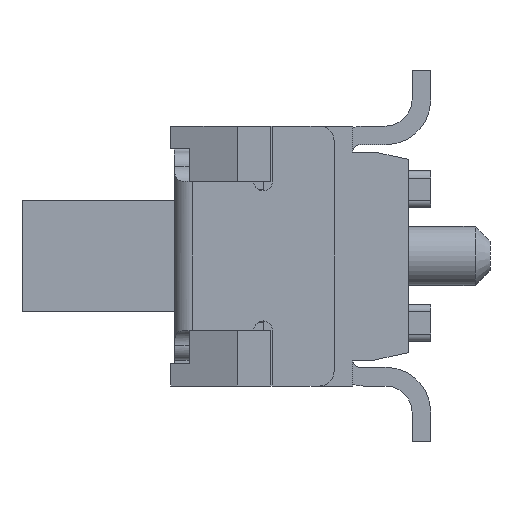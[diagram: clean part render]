
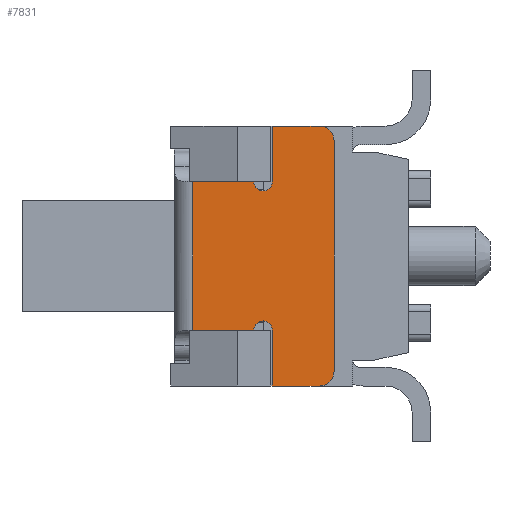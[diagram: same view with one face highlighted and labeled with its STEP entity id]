
A CAD part, left-side view. The second image highlights one B-rep face of the part: STEP entity #7831.
In plain terms, the highlighted planar face has unit normal (-1, 0, 0).
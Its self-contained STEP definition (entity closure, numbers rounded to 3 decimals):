
#275=CIRCLE('',#8292,0.125);
#276=CIRCLE('',#8293,0.2);
#277=CIRCLE('',#8294,0.2);
#278=CIRCLE('',#8295,0.125);
#1405=ORIENTED_EDGE('',*,*,#2703,.T.);
#1406=ORIENTED_EDGE('',*,*,#2243,.F.);
#1407=ORIENTED_EDGE('',*,*,#2465,.F.);
#1408=ORIENTED_EDGE('',*,*,#2704,.T.);
#1409=ORIENTED_EDGE('',*,*,#2705,.F.);
#1410=ORIENTED_EDGE('',*,*,#2424,.F.);
#1411=ORIENTED_EDGE('',*,*,#2706,.F.);
#1412=ORIENTED_EDGE('',*,*,#2707,.F.);
#1413=ORIENTED_EDGE('',*,*,#2708,.F.);
#1414=ORIENTED_EDGE('',*,*,#2408,.F.);
#1415=ORIENTED_EDGE('',*,*,#2709,.F.);
#1416=ORIENTED_EDGE('',*,*,#2710,.T.);
#1417=ORIENTED_EDGE('',*,*,#2473,.F.);
#1418=ORIENTED_EDGE('',*,*,#2249,.F.);
#2243=EDGE_CURVE('',#3111,#3112,#3659,.T.);
#2249=EDGE_CURVE('',#3117,#3118,#3663,.T.);
#2408=EDGE_CURVE('',#3242,#3243,#3799,.T.);
#2424=EDGE_CURVE('',#3255,#3256,#3815,.T.);
#2465=EDGE_CURVE('',#3284,#3111,#3850,.T.);
#2473=EDGE_CURVE('',#3118,#3286,#3858,.T.);
#2703=EDGE_CURVE('',#3117,#3112,#4013,.T.);
#2704=EDGE_CURVE('',#3284,#3395,#275,.T.);
#2705=EDGE_CURVE('',#3256,#3395,#4014,.T.);
#2706=EDGE_CURVE('',#3396,#3255,#276,.T.);
#2707=EDGE_CURVE('',#3397,#3396,#4015,.T.);
#2708=EDGE_CURVE('',#3243,#3397,#277,.T.);
#2709=EDGE_CURVE('',#3398,#3242,#4016,.T.);
#2710=EDGE_CURVE('',#3398,#3286,#278,.T.);
#3111=VERTEX_POINT('',#10477);
#3112=VERTEX_POINT('',#10478);
#3117=VERTEX_POINT('',#10489);
#3118=VERTEX_POINT('',#10491);
#3242=VERTEX_POINT('',#10796);
#3243=VERTEX_POINT('',#10798);
#3255=VERTEX_POINT('',#10828);
#3256=VERTEX_POINT('',#10830);
#3284=VERTEX_POINT('',#10904);
#3286=VERTEX_POINT('',#10911);
#3395=VERTEX_POINT('',#11422);
#3396=VERTEX_POINT('',#11425);
#3397=VERTEX_POINT('',#11427);
#3398=VERTEX_POINT('',#11430);
#3659=LINE('',#10476,#4327);
#3663=LINE('',#10490,#4331);
#3799=LINE('',#10797,#4467);
#3815=LINE('',#10829,#4483);
#3850=LINE('',#10905,#4518);
#3858=LINE('',#10916,#4526);
#4013=LINE('',#11420,#4681);
#4014=LINE('',#11423,#4682);
#4015=LINE('',#11426,#4683);
#4016=LINE('',#11429,#4684);
#4327=VECTOR('',#8703,1000.);
#4331=VECTOR('',#8713,1000.);
#4467=VECTOR('',#8941,1000.);
#4483=VECTOR('',#8963,1000.);
#4518=VECTOR('',#9022,1000.);
#4526=VECTOR('',#9032,1000.);
#4681=VECTOR('',#9581,1000.);
#4682=VECTOR('',#9584,1000.);
#4683=VECTOR('',#9587,1000.);
#4684=VECTOR('',#9590,1000.);
#5092=EDGE_LOOP('',(#1405,#1406,#1407,#1408,#1409,#1410,#1411,#1412,#1413,
#1414,#1415,#1416,#1417,#1418));
#5422=FACE_BOUND('',#5092,.T.);
#5685=PLANE('',#8291);
#7831=ADVANCED_FACE('',(#5422),#5685,.T.);
#8291=AXIS2_PLACEMENT_3D('',#11419,#9579,#9580);
#8292=AXIS2_PLACEMENT_3D('',#11421,#9582,#9583);
#8293=AXIS2_PLACEMENT_3D('',#11424,#9585,#9586);
#8294=AXIS2_PLACEMENT_3D('',#11428,#9588,#9589);
#8295=AXIS2_PLACEMENT_3D('',#11431,#9591,#9592);
#8703=DIRECTION('',(0.,1.,0.));
#8713=DIRECTION('',(0.,-1.,0.));
#8941=DIRECTION('',(0.,-1.,0.));
#8963=DIRECTION('',(0.,1.,0.));
#9022=DIRECTION('',(0.,1.,0.));
#9032=DIRECTION('',(0.,-1.,0.));
#9579=DIRECTION('',(-1.,0.,0.));
#9580=DIRECTION('',(0.,0.,1.));
#9581=DIRECTION('',(0.,0.,-1.));
#9582=DIRECTION('',(1.,0.,0.));
#9583=DIRECTION('',(0.,0.,-1.));
#9584=DIRECTION('',(0.,0.,1.));
#9585=DIRECTION('',(1.,0.,0.));
#9586=DIRECTION('',(0.,0.,-1.));
#9587=DIRECTION('',(0.,0.,-1.));
#9588=DIRECTION('',(1.,0.,0.));
#9589=DIRECTION('',(0.,0.,-1.));
#9590=DIRECTION('',(0.,0.,1.));
#9591=DIRECTION('',(1.,0.,0.));
#9592=DIRECTION('',(0.,0.,-1.));
#10476=CARTESIAN_POINT('',(-5.95,-1.12,-1.));
#10477=CARTESIAN_POINT('',(-5.95,-0.764,-1.));
#10478=CARTESIAN_POINT('',(-5.95,-0.3,-1.));
#10489=CARTESIAN_POINT('',(-5.95,-0.3,1.));
#10490=CARTESIAN_POINT('',(-5.95,-0.05,1.));
#10491=CARTESIAN_POINT('',(-5.95,-0.764,1.));
#10796=CARTESIAN_POINT('',(-5.95,-1.37,1.75));
#10797=CARTESIAN_POINT('',(-5.95,-1.37,1.75));
#10798=CARTESIAN_POINT('',(-5.95,-2.,1.75));
#10828=CARTESIAN_POINT('',(-5.95,-2.,-1.75));
#10829=CARTESIAN_POINT('',(-5.95,-2.,-1.75));
#10830=CARTESIAN_POINT('',(-5.95,-1.37,-1.75));
#10904=CARTESIAN_POINT('',(-5.95,-1.12,-1.));
#10905=CARTESIAN_POINT('',(-5.95,-1.12,-1.));
#10911=CARTESIAN_POINT('',(-5.95,-1.12,1.));
#10916=CARTESIAN_POINT('',(-5.95,-0.05,1.));
#11419=CARTESIAN_POINT('',(-5.95,-0.25,-1.));
#11420=CARTESIAN_POINT('',(-5.95,-0.3,1.45));
#11421=CARTESIAN_POINT('',(-5.95,-1.245,-1.));
#11422=CARTESIAN_POINT('',(-5.95,-1.37,-1.));
#11423=CARTESIAN_POINT('',(-5.95,-1.37,-1.75));
#11424=CARTESIAN_POINT('',(-5.95,-2.,-1.55));
#11425=CARTESIAN_POINT('',(-5.95,-2.2,-1.55));
#11426=CARTESIAN_POINT('',(-5.95,-2.2,1.55));
#11427=CARTESIAN_POINT('',(-5.95,-2.2,1.55));
#11428=CARTESIAN_POINT('',(-5.95,-2.,1.55));
#11429=CARTESIAN_POINT('',(-5.95,-1.37,1.));
#11430=CARTESIAN_POINT('',(-5.95,-1.37,1.));
#11431=CARTESIAN_POINT('',(-5.95,-1.245,1.));
